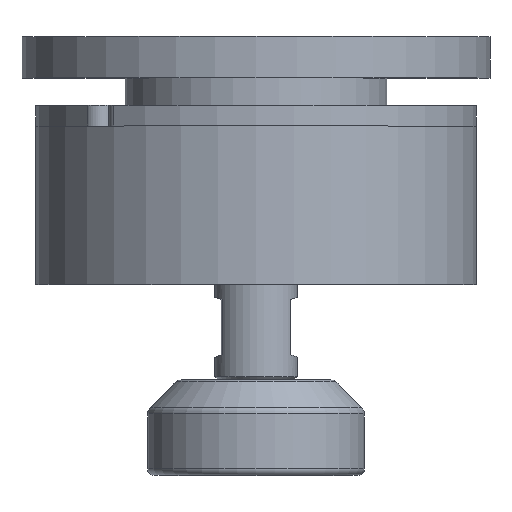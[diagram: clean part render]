
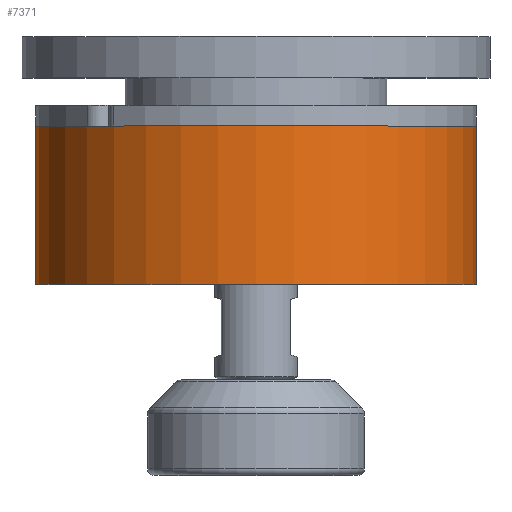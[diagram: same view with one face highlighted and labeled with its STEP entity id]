
A CAD part, top view. The second image highlights one B-rep face of the part: STEP entity #7371.
In plain terms, the highlighted cylindrical face has radius 50.8 mm (diameter 101.6 mm), a full revolution.
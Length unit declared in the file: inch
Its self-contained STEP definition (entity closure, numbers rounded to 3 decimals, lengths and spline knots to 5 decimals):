
#1508=CYLINDRICAL_SURFACE('',#7736,2.);
#1604=FACE_BOUND('',#2450,.T.);
#1959=FACE_OUTER_BOUND('',#2449,.T.);
#2449=EDGE_LOOP('',(#5862));
#2450=EDGE_LOOP('',(#5863));
#2728=CIRCLE('',#7705,2.);
#2742=CIRCLE('',#7737,2.);
#3328=VERTEX_POINT('',#12527);
#3342=VERTEX_POINT('',#12573);
#4210=EDGE_CURVE('',#3328,#3328,#2728,.T.);
#4224=EDGE_CURVE('',#3342,#3342,#2742,.T.);
#5862=ORIENTED_EDGE('',*,*,#4210,.T.);
#5863=ORIENTED_EDGE('',*,*,#4224,.F.);
#7371=ADVANCED_FACE('',(#1959,#1604),#1508,.T.);
#7705=AXIS2_PLACEMENT_3D('',#12528,#8683,#8684);
#7736=AXIS2_PLACEMENT_3D('',#12572,#8745,#8746);
#7737=AXIS2_PLACEMENT_3D('',#12574,#8747,#8748);
#8683=DIRECTION('center_axis',(0.,1.,0.));
#8684=DIRECTION('ref_axis',(0.,0.,
-1.));
#8745=DIRECTION('center_axis',(0.,1.,0.));
#8746=DIRECTION('ref_axis',(0.,0.,1.));
#8747=DIRECTION('center_axis',(0.,1.,0.));
#8748=DIRECTION('ref_axis',(0.,0.,
-1.));
#12527=CARTESIAN_POINT('',(0.,-2.0455,2.));
#12528=CARTESIAN_POINT('Origin',(0.,-2.0455,0.));
#12572=CARTESIAN_POINT('Origin',(0.,-1.32675,0.));
#12573=CARTESIAN_POINT('',(0.,-0.608,2.));
#12574=CARTESIAN_POINT('Origin',(0.,-0.608,
0.));
